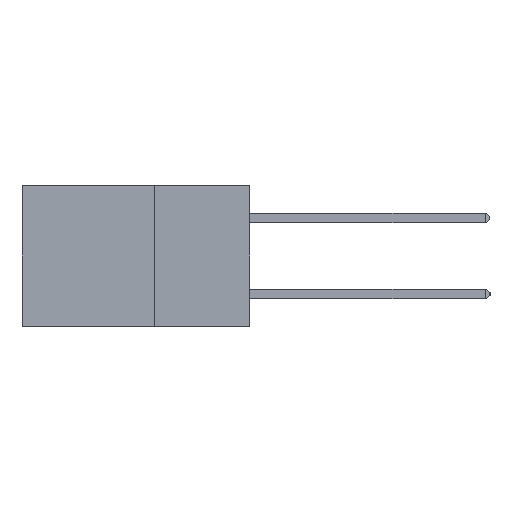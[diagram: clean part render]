
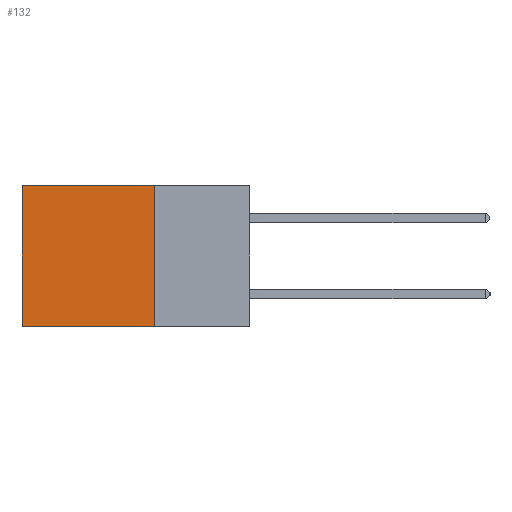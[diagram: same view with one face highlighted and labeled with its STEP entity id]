
A CAD part, left-side view. The second image highlights one B-rep face of the part: STEP entity #132.
In plain terms, the highlighted planar face has unit normal (-1, 0, 0).
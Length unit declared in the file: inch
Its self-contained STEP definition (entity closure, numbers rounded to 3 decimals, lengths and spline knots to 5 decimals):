
#33 = DIRECTION ( 'NONE',  ( 0., 0., -1. ) ) ;
#77 = VERTEX_POINT ( 'NONE', #12047 ) ;
#132 = ADVANCED_FACE ( 'NONE', ( #7028 ), #762, .F. ) ;
#315 = VERTEX_POINT ( 'NONE', #11801 ) ;
#504 = DIRECTION ( 'NONE',  ( 1., 0., 0. ) ) ;
#762 = PLANE ( 'NONE',  #5441 ) ;
#997 = EDGE_CURVE ( 'NONE', #11530, #14178, #9000, .T. ) ;
#1759 = VECTOR ( 'NONE', #5511, 39.37008 ) ;
#2113 = CARTESIAN_POINT ( 'NONE',  ( 0.2875, 0.25, -0.37 ) ) ;
#3188 = VECTOR ( 'NONE', #8936, 39.37008 ) ;
#3199 = VECTOR ( 'NONE', #12024, 39.37008 ) ;
#3836 = EDGE_CURVE ( 'NONE', #77, #315, #6485, .T. ) ;
#4034 = EDGE_CURVE ( 'NONE', #11530, #77, #11903, .T. ) ;
#4645 = CARTESIAN_POINT ( 'NONE',  ( 0.2875, 0.25, 0. ) ) ;
#5441 = AXIS2_PLACEMENT_3D ( 'NONE', #4645, #504, #33 ) ;
#5466 = CARTESIAN_POINT ( 'NONE',  ( 0.2875, 0.25, 0. ) ) ;
#5475 = LINE ( 'NONE', #14062, #1759 ) ;
#5511 = DIRECTION ( 'NONE',  ( 0., 1., 0. ) ) ;
#6209 = EDGE_LOOP ( 'NONE', ( #6948, #9130, #10163, #10767 ) ) ;
#6485 = LINE ( 'NONE', #10985, #3199 ) ;
#6948 = ORIENTED_EDGE ( 'NONE', *, *, #3836, .T. ) ;
#7028 = FACE_OUTER_BOUND ( 'NONE', #6209, .T. ) ;
#7143 = DIRECTION ( 'NONE',  ( 0., 1., 0. ) ) ;
#8722 = CARTESIAN_POINT ( 'NONE',  ( 0.2875, 0.25, 0. ) ) ;
#8936 = DIRECTION ( 'NONE',  ( 0., 0., -1. ) ) ;
#9000 = LINE ( 'NONE', #8722, #3188 ) ;
#9130 = ORIENTED_EDGE ( 'NONE', *, *, #12253, .F. ) ;
#9278 = CARTESIAN_POINT ( 'NONE',  ( 0.2875, 0.25, 0. ) ) ;
#10163 = ORIENTED_EDGE ( 'NONE', *, *, #997, .F. ) ;
#10767 = ORIENTED_EDGE ( 'NONE', *, *, #4034, .T. ) ;
#10985 = CARTESIAN_POINT ( 'NONE',  ( 0.2875, 0.6, 0. ) ) ;
#11530 = VERTEX_POINT ( 'NONE', #5466 ) ;
#11801 = CARTESIAN_POINT ( 'NONE',  ( 0.2875, 0.6, -0.37 ) ) ;
#11903 = LINE ( 'NONE', #9278, #14445 ) ;
#12024 = DIRECTION ( 'NONE',  ( 0., 0., -1. ) ) ;
#12047 = CARTESIAN_POINT ( 'NONE',  ( 0.2875, 0.6, 0. ) ) ;
#12253 = EDGE_CURVE ( 'NONE', #14178, #315, #5475, .T. ) ;
#14062 = CARTESIAN_POINT ( 'NONE',  ( 0.2875, 0.25, -0.37 ) ) ;
#14178 = VERTEX_POINT ( 'NONE', #2113 ) ;
#14445 = VECTOR ( 'NONE', #7143, 39.37008 ) ;
